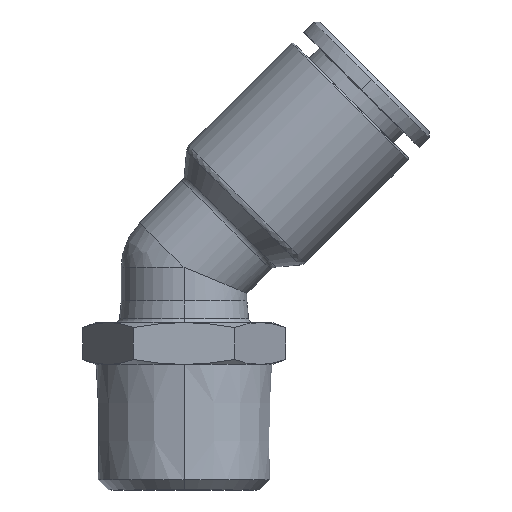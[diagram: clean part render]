
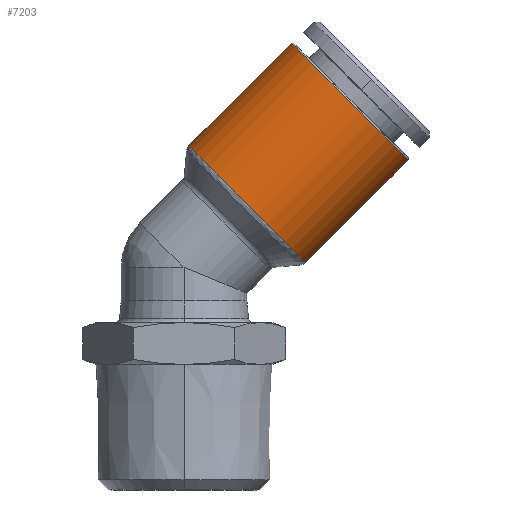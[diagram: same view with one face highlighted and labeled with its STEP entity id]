
A CAD part, front view. The second image highlights one B-rep face of the part: STEP entity #7203.
In plain terms, the highlighted cylindrical face has radius 9.85 mm (diameter 19.7 mm), a partial arc.
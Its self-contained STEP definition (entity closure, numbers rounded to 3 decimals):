
#145 = CARTESIAN_POINT ( 'NONE',  ( 5.968, 0., 25.026 ) ) ;
#701 = VERTEX_POINT ( 'NONE', #11363 ) ;
#801 = ORIENTED_EDGE ( 'NONE', *, *, #2039, .T. ) ;
#1082 = VECTOR ( 'NONE', #3410, 1000. ) ;
#1141 = CARTESIAN_POINT ( 'NONE',  ( 0.569, 0., 19.626 ) ) ;
#1728 = CARTESIAN_POINT ( 'NONE',  ( 19.898, 0., 11.096 ) ) ;
#1853 = ORIENTED_EDGE ( 'NONE', *, *, #3749, .T. ) ;
#2039 = EDGE_CURVE ( 'NONE', #701, #5458, #9026, .T. ) ;
#2243 = VERTEX_POINT ( 'NONE', #1141 ) ;
#2745 = ORIENTED_EDGE ( 'NONE', *, *, #7048, .F. ) ;
#3238 = DIRECTION ( 'NONE',  ( 0.707, 0., 0.707 ) ) ;
#3348 = EDGE_CURVE ( 'NONE', #2243, #7847, #7759, .T. ) ;
#3410 = DIRECTION ( 'NONE',  ( 0.707, 0., 0.707 ) ) ;
#3749 = EDGE_CURVE ( 'NONE', #7847, #701, #14128, .T. ) ;
#4712 = CARTESIAN_POINT ( 'NONE',  ( 12.827, 0., 31.885 ) ) ;
#5087 = CARTESIAN_POINT ( 'NONE',  ( 14.499, 0., 5.696 ) ) ;
#5099 = DIRECTION ( 'NONE',  ( 0.707, 0., 0.707 ) ) ;
#5458 = VERTEX_POINT ( 'NONE', #4712 ) ;
#6260 = FACE_OUTER_BOUND ( 'NONE', #8231, .T. ) ;
#6275 = DIRECTION ( 'NONE',  ( 0.707, 0., -0.707 ) ) ;
#7048 = EDGE_CURVE ( 'NONE', #2243, #5458, #13305, .T. ) ;
#7203 = ADVANCED_FACE ( 'NONE', ( #6260 ), #11045, .T. ) ;
#7759 = CIRCLE ( 'NONE', #14130, 9.85 ) ;
#7847 = VERTEX_POINT ( 'NONE', #5087 ) ;
#7896 = ORIENTED_EDGE ( 'NONE', *, *, #3348, .T. ) ;
#8231 = EDGE_LOOP ( 'NONE', ( #2745, #7896, #1853, #801 ) ) ;
#8259 = VECTOR ( 'NONE', #9328, 1000. ) ;
#8726 = CARTESIAN_POINT ( 'NONE',  ( 7.534, 0., 12.661 ) ) ;
#8928 = AXIS2_PLACEMENT_3D ( 'NONE', #10540, #5099, #6275 ) ;
#9026 = CIRCLE ( 'NONE', #10222, 9.85 ) ;
#9328 = DIRECTION ( 'NONE',  ( 0.707, 0., 0.707 ) ) ;
#10222 = AXIS2_PLACEMENT_3D ( 'NONE', #13041, #12993, #14064 ) ;
#10540 = CARTESIAN_POINT ( 'NONE',  ( 12.933, 0., 18.061 ) ) ;
#11022 = DIRECTION ( 'NONE',  ( 0.707, 0., -0.707 ) ) ;
#11045 = CYLINDRICAL_SURFACE ( 'NONE', #8928, 9.85 ) ;
#11363 = CARTESIAN_POINT ( 'NONE',  ( 26.757, 0., 17.955 ) ) ;
#12993 = DIRECTION ( 'NONE',  ( -0.707, 0., -0.707 ) ) ;
#13041 = CARTESIAN_POINT ( 'NONE',  ( 19.792, 0., 24.92 ) ) ;
#13305 = LINE ( 'NONE', #145, #1082 ) ;
#14064 = DIRECTION ( 'NONE',  ( 0.707, 0., -0.707 ) ) ;
#14128 = LINE ( 'NONE', #1728, #8259 ) ;
#14130 = AXIS2_PLACEMENT_3D ( 'NONE', #8726, #3238, #11022 ) ;
